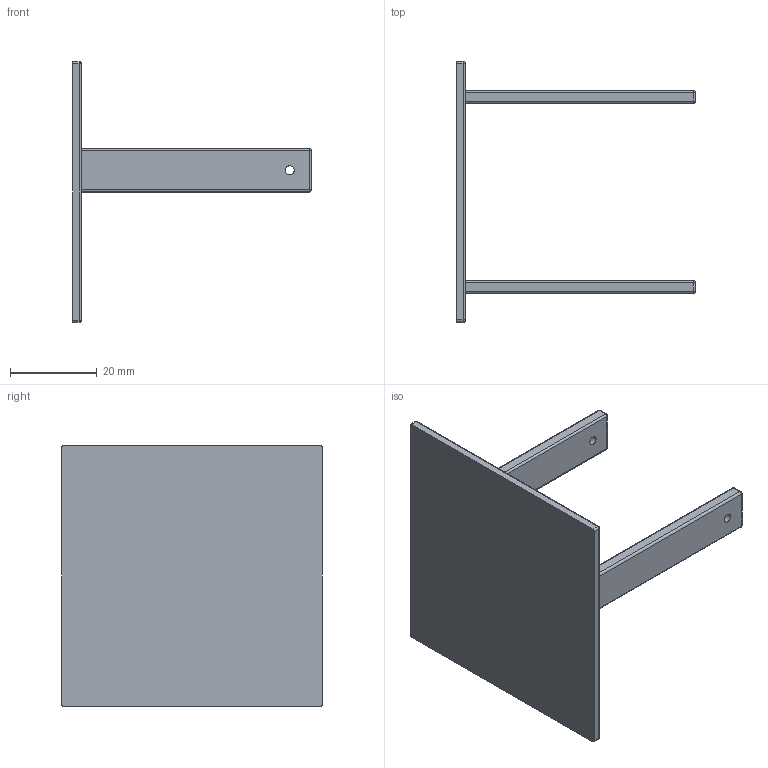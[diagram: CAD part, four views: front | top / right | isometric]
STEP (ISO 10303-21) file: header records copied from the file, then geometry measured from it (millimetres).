
FILE_DESCRIPTION(('Open CASCADE Model'),'2;1');
FILE_NAME('Open CASCADE Shape Model','2025-11-23T21:26:34',('Author'),( 'Open CASCADE'),'Open CASCADE STEP processor 7.8','build123d', 'Unknown');
FILE_SCHEMA(('AUTOMOTIVE_DESIGN { 1 0 10303 214 1 1 1 1 }'));
Length unit declared in the file: millimetre
Products named in the file (1): SOLID
Bounding box: 55 x 60 x 60 mm (x, y, z)
Volume: 10321.6 mm3; surface area: 10305.9 mm2
Topology: 1 solids, 1 shells, 54 faces, 126 edges, 64 vertices
Faces by surface type: cylinder 26, plane 16, sphere 12
Full cylindrical faces by diameter (mm): 2.05 x2
Entity records: 2925 total; most frequent: DIRECTION 503, CARTESIAN_POINT 467, LINE 274, VECTOR 274, ORIENTED_EDGE 228, PCURVE 228, DEFINITIONAL_REPRESENTATION 228, EDGE_CURVE 114
